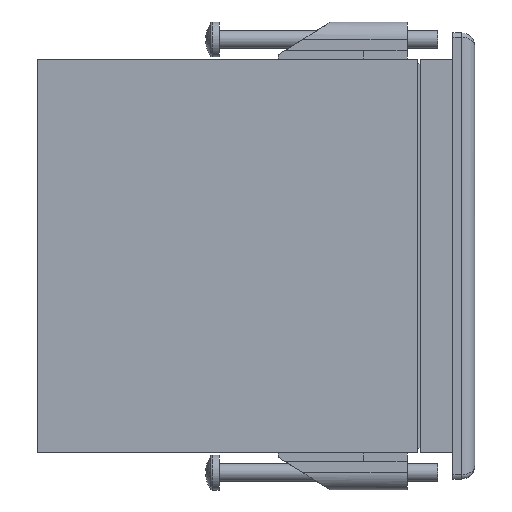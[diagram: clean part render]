
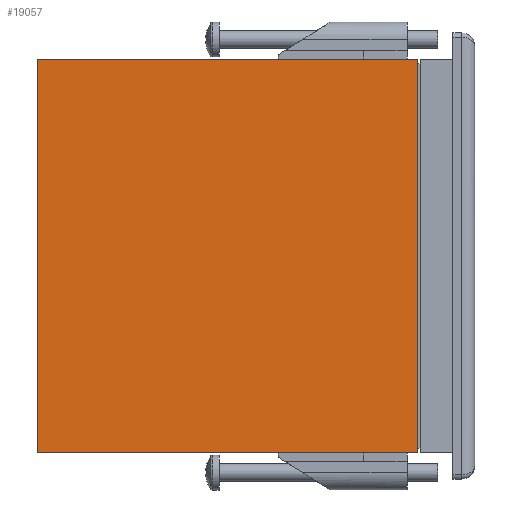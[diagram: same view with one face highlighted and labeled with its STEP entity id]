
A CAD part, front view. The second image highlights one B-rep face of the part: STEP entity #19057.
In plain terms, the highlighted planar face has unit normal (0, -1, 0).
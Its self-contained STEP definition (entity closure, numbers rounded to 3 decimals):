
#149 = VERTEX_POINT ( 'NONE', #15254 ) ;
#872 = VECTOR ( 'NONE', #40194, 1000. ) ;
#1671 = EDGE_CURVE ( 'NONE', #27432, #10865, #42382, .T. ) ;
#2408 = VECTOR ( 'NONE', #24443, 1000. ) ;
#3550 = VECTOR ( 'NONE', #47362, 1000. ) ;
#7136 = CARTESIAN_POINT ( 'NONE',  ( 90., 0., -9. ) ) ;
#8128 = CARTESIAN_POINT ( 'NONE',  ( 0., 0., 78. ) ) ;
#10865 = VERTEX_POINT ( 'NONE', #25702 ) ;
#12756 = AXIS2_PLACEMENT_3D ( 'NONE', #42055, #27589, #33333 ) ;
#12771 = ORIENTED_EDGE ( 'NONE', *, *, #49476, .F. ) ;
#13535 = ORIENTED_EDGE ( 'NONE', *, *, #1671, .F. ) ;
#15254 = CARTESIAN_POINT ( 'NONE',  ( 0., 0., -9. ) ) ;
#19057 = ADVANCED_FACE ( 'NONE', ( #23838 ), #51424, .F. ) ;
#21283 = EDGE_CURVE ( 'NONE', #27432, #149, #35510, .T. ) ;
#23838 = FACE_OUTER_BOUND ( 'NONE', #48936, .T. ) ;
#24443 = DIRECTION ( 'NONE',  ( 0., 0., -1. ) ) ;
#25702 = CARTESIAN_POINT ( 'NONE',  ( 90., 0., 78. ) ) ;
#26091 = CARTESIAN_POINT ( 'NONE',  ( 0., 0., 78. ) ) ;
#27432 = VERTEX_POINT ( 'NONE', #45278 ) ;
#27506 = LINE ( 'NONE', #29212, #2408 ) ;
#27589 = DIRECTION ( 'NONE',  ( 0., 1., 0. ) ) ;
#28106 = EDGE_CURVE ( 'NONE', #10865, #33991, #27506, .T. ) ;
#29212 = CARTESIAN_POINT ( 'NONE',  ( 90., 0., 78. ) ) ;
#33333 = DIRECTION ( 'NONE',  ( 0., 0., 1. ) ) ;
#33991 = VERTEX_POINT ( 'NONE', #42878 ) ;
#35510 = LINE ( 'NONE', #8128, #59237 ) ;
#37062 = LINE ( 'NONE', #7136, #872 ) ;
#40194 = DIRECTION ( 'NONE',  ( -1., 0., 0. ) ) ;
#42055 = CARTESIAN_POINT ( 'NONE',  ( 0., 0., 78. ) ) ;
#42382 = LINE ( 'NONE', #26091, #3550 ) ;
#42878 = CARTESIAN_POINT ( 'NONE',  ( 90., 0., -9. ) ) ;
#45156 = DIRECTION ( 'NONE',  ( 0., 0., -1. ) ) ;
#45278 = CARTESIAN_POINT ( 'NONE',  ( 0., 0., 78. ) ) ;
#46551 = ORIENTED_EDGE ( 'NONE', *, *, #28106, .F. ) ;
#47362 = DIRECTION ( 'NONE',  ( 1., 0., 0. ) ) ;
#48936 = EDGE_LOOP ( 'NONE', ( #56814, #12771, #46551, #13535 ) ) ;
#49476 = EDGE_CURVE ( 'NONE', #33991, #149, #37062, .T. ) ;
#51424 = PLANE ( 'NONE',  #12756 ) ;
#56814 = ORIENTED_EDGE ( 'NONE', *, *, #21283, .T. ) ;
#59237 = VECTOR ( 'NONE', #45156, 1000. ) ;
